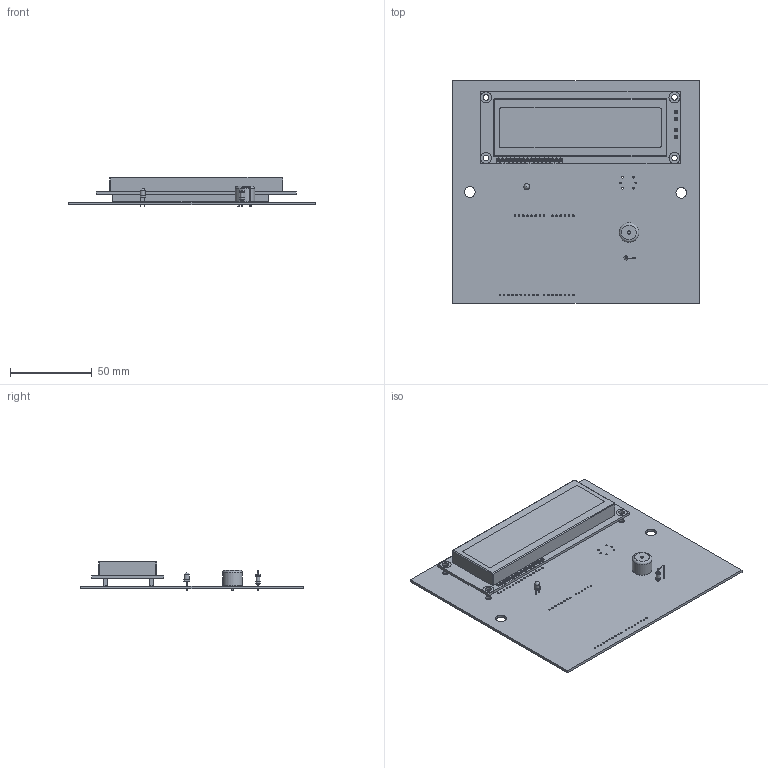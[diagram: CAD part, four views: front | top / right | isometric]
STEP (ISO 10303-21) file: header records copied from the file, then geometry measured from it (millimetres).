
FILE_DESCRIPTION(('KiCad electronic assembly'),'2;1');
FILE_NAME('Austin kicad step.step','2026-02-02T12:40:34',('Pcbnew'),( 'Kicad'),'Open CASCADE STEP processor 7.8','KiCad to STEP converter' ,'Unknown');
FILE_SCHEMA(('AUTOMOTIVE_DESIGN { 1 0 10303 214 1 1 1 1 }'));
Length unit declared in the file: millimetre
Products named in the file (10): Austin kicad step 1; R_Axial_DIN0207_L6.3mm_D2.5mm_P5.08mm_Vertical; R_Axial_DIN0207_L63mm_D25mm_P508mm_Vertical; LCD-016N002L; Fusion032_sp; Buzzer_12x9.5RM7.6; Buzzer_12x95RM76; LED_D3.0mm; Austin Kicad pcb_PCB
Assembly tree (9 placements, depth 3):
  Austin kicad step 1
    R_Axial_DIN0207_L6.3mm_D2.5mm_P5.08mm_Vertical
      R_Axial_DIN0207_L63mm_D25mm_P508mm_Vertical
    LCD-016N002L
      Fusion032_sp
    Buzzer_12x9.5RM7.6
      Buzzer_12x95RM76
    LED_D3.0mm
      LED_D3.0mm
    Austin Kicad pcb_PCB
Bounding box: 150.5 x 136 x 18.2 mm (x, y, z)
Volume: 77378.2 mm3; surface area: 58354.1 mm2
Topology: 5 solids, 5 shells, 336 faces, 810 edges, 508 vertices
Faces by surface type: plane 168, cylinder 159, torus 8, sphere 1
Full cylindrical faces by diameter (mm): 0.6 x4, 0.8 x2, 0.9 x4, 1 x60, 1.1 x40, 2 x1, 2.25 x1, 2.5 x2, 3 x1, 3.5 x16, 6.5 x2, 6.76 x8, 12 x1
Entity records: 12169 total; most frequent: DIRECTION 1830, CARTESIAN_POINT 1666, ORIENTED_EDGE 1622, EDGE_CURVE 811, AXIS2_PLACEMENT_3D 673, FACE_BOUND 550, EDGE_LOOP 550, VERTEX_POINT 509
